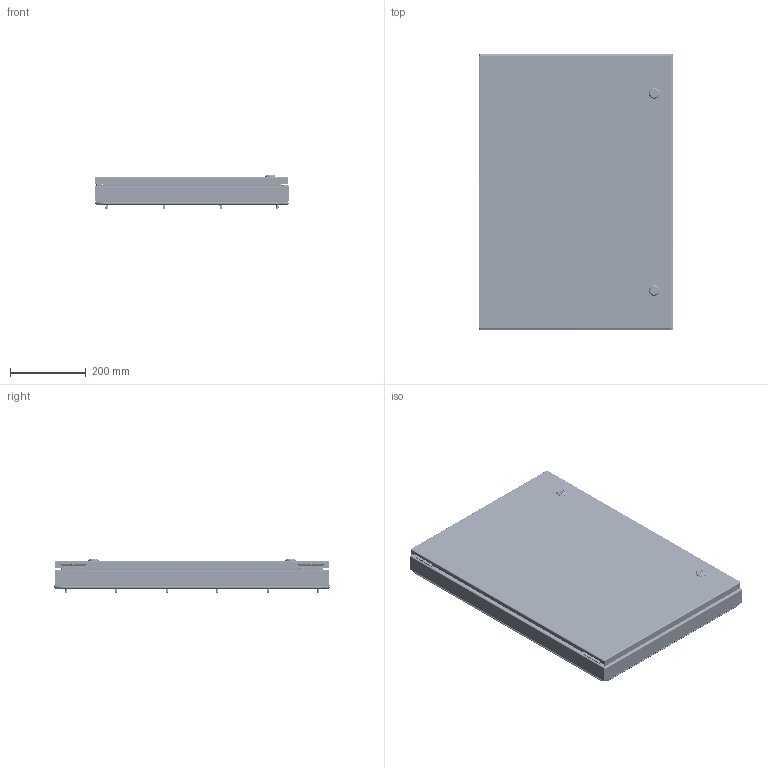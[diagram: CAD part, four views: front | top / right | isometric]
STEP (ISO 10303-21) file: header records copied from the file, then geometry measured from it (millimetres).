
FILE_DESCRIPTION(/* description */ ('DEEP HINGED, S.S, N4X, WDW KIT, TUB, 28.75X20.25X2.75'),/* implementation_level */ '2;1');
FILE_NAME(/* name */ 'WADW292002BCSS.stp',/* time_stamp */ '2017-04-27T21:05:03+06:00',/* author */ ('vdas'),/* organization */ (''),/* preprocessor_version */ 'ST-DEVELOPER v16.1',/* originating_system */ 'Autodesk Inventor 2016',/* authorisation */ '');
FILE_SCHEMA (('AUTOMOTIVE_DESIGN { 1 0 10303 214 3 1 1 }'));
Length unit declared in the file: inch
Products named in the file (26): WADW292002SSBKP; HFW3161; 17376 PIN; 17380 SCREW; 17723 BOX LEAF; 17723-UTI BRACKET; 17910 SEALING WASHER; HFW328176; WADW2920FIP-BKP; WADW2920BCSSLID; 1000-179_prt; 1000-102A-AA; 1000-02; 1000-23; 1000-u156_asm; 1000-318-PF; 1000-03-PG; 1000-24_prt; 1000-277-01PI; 1000-u630_asm; 35123; HFW328175; WADW2920FIP-LID; HFW314252; 38846; WADW292002BCSS
Assembly tree (46 placements, depth 4):
  WADW292002BCSS
    WADW292002SSBKP
    HFW3161  x2
    HFW328176  x2
      17376 PIN
      17380 SCREW
      17723 BOX LEAF
      17723-UTI BRACKET
      17910 SEALING WASHER
    WADW2920FIP-BKP
    WADW2920BCSSLID
    35123  x2
      1000-179_prt
      1000-u156_asm
        1000-102A-AA
        1000-02
        1000-23
      1000-u630_asm
        1000-318-PF
        1000-03-PG
        1000-24_prt
        1000-277-01PI
    HFW328175  x2
    WADW2920FIP-LID
    HFW314252  x16
    38846
Bounding box: 514.35 x 730.25 x 88.92 mm (x, y, z)
Volume: 1850900.8 mm3; surface area: 1632788.1 mm2
Topology: 55 solids, 55 shells, 2122 faces, 5260 edges, 3297 vertices
Faces by surface type: cylinder 860, plane 781, bspline 218, cone 205, torus 58
Full cylindrical faces by diameter (mm): 2.362 x4, 3.175 x2, 3.317 x68, 3.861 x4, 3.962 x2, 4.166 x68, 4.25 x4, 4.366 x4, 4.572 x4, 4.775 x4, 5 x2, 5.5 x2, 6.325 x16, 6.35 x201, 6.502 x4, 7.938 x16, 8 x2, 8.118 x16, 8.128 x4, 8.56 x1, 9.144 x4, 9.9 x2, 10 x2, 10.2 x2, 12.8 x2, 13.5 x2, 15.2 x2, 16 x2, 16.1 x2, 19.8 x2
Entity records: 34872 total; most frequent: CARTESIAN_POINT 14057, DIRECTION 4083, ORIENTED_EDGE 3918, EDGE_CURVE 1959, AXIS2_PLACEMENT_3D 1485, VERTEX_POINT 1283, EDGE_LOOP 1146, LINE 1113
